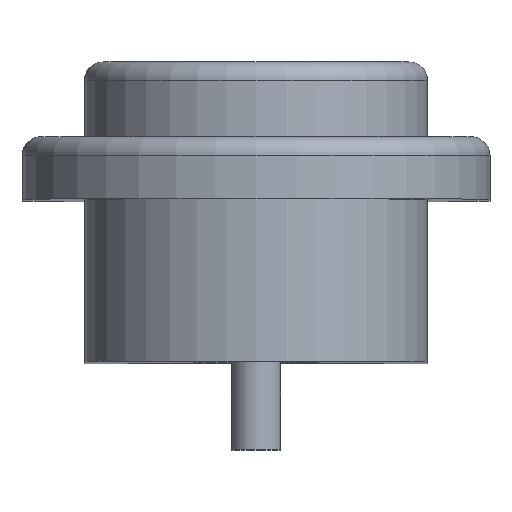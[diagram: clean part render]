
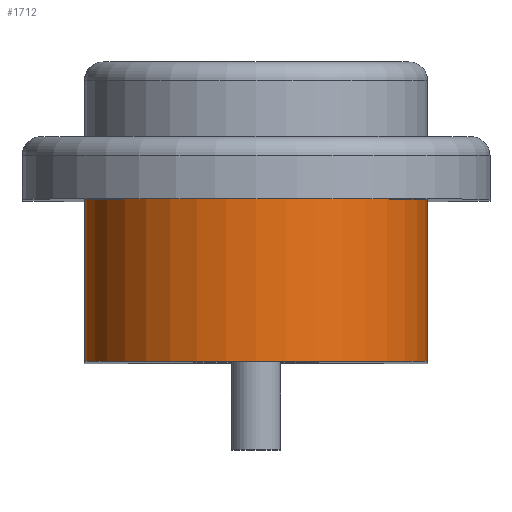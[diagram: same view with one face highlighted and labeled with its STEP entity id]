
A CAD part, top view. The second image highlights one B-rep face of the part: STEP entity #1712.
In plain terms, the highlighted cylindrical face has radius 2.75 mm (diameter 5.5 mm), a partial arc.
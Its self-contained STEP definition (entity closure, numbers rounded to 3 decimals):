
#89=LINE('',#2879,#207);
#94=LINE('',#2890,#212);
#207=VECTOR('',#2341,10.);
#212=VECTOR('',#2352,10.);
#289=CYLINDRICAL_SURFACE('',#1908,2.75);
#403=FACE_OUTER_BOUND('',#542,.T.);
#542=EDGE_LOOP('',(#1345,#1346,#1347,#1348));
#625=CIRCLE('',#1829,2.75);
#673=CIRCLE('',#1909,2.75);
#740=VERTEX_POINT('',#2678);
#741=VERTEX_POINT('',#2680);
#812=VERTEX_POINT('',#2878);
#815=VERTEX_POINT('',#2888);
#901=EDGE_CURVE('',#740,#741,#625,.T.);
#999=EDGE_CURVE('',#812,#741,#89,.T.);
#1005=EDGE_CURVE('',#815,#740,#94,.T.);
#1006=EDGE_CURVE('',#815,#812,#673,.T.);
#1345=ORIENTED_EDGE('',*,*,#901,.F.);
#1346=ORIENTED_EDGE('',*,*,#1005,.F.);
#1347=ORIENTED_EDGE('',*,*,#1006,.T.);
#1348=ORIENTED_EDGE('',*,*,#999,.T.);
#1712=ADVANCED_FACE('',(#403),#289,.T.);
#1829=AXIS2_PLACEMENT_3D('',#2681,#2138,#2139);
#1908=AXIS2_PLACEMENT_3D('',#2891,#2353,#2354);
#1909=AXIS2_PLACEMENT_3D('',#2892,#2355,#2356);
#2138=DIRECTION('center_axis',(0.,-1.,0.));
#2139=DIRECTION('ref_axis',(-1.,0.,0.));
#2341=DIRECTION('',(0.,-1.,0.));
#2352=DIRECTION('',(0.,-1.,0.));
#2353=DIRECTION('center_axis',(0.,-1.,0.));
#2354=DIRECTION('ref_axis',(-1.,0.,0.));
#2355=DIRECTION('center_axis',(0.,-1.,0.));
#2356=DIRECTION('ref_axis',(-1.,0.,0.));
#2678=CARTESIAN_POINT('',(28.511,-2.6,9.597));
#2680=CARTESIAN_POINT('',(23.011,-2.6,9.597));
#2681=CARTESIAN_POINT('Origin',(25.761,-2.6,9.597));
#2878=CARTESIAN_POINT('',(23.011,0.,9.597));
#2879=CARTESIAN_POINT('',(23.011,0.,9.597));
#2888=CARTESIAN_POINT('',(28.511,0.,9.597));
#2890=CARTESIAN_POINT('',(28.511,0.,9.597));
#2891=CARTESIAN_POINT('Origin',(25.761,0.,9.597));
#2892=CARTESIAN_POINT('Origin',(25.761,0.,9.597));
